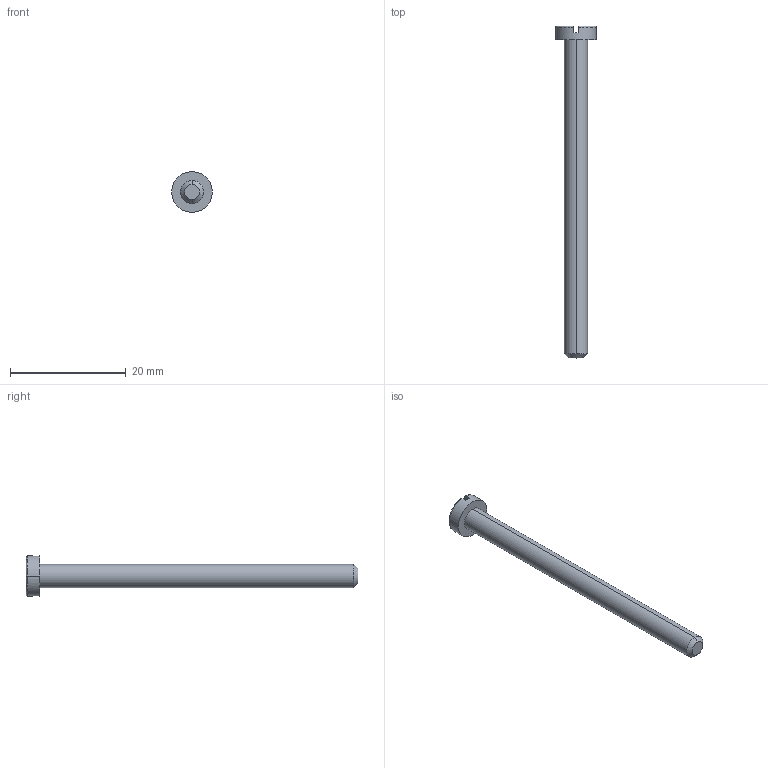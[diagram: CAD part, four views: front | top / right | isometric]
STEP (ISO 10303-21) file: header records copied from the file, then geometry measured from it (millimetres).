
FILE_DESCRIPTION (( 'STEP AP203' ), '1' );
FILE_NAME ('Vis CS- M 4x55_Défaut_sldprt.STEP', '2017-12-12T20:33:12', ( '' ), ( '' ), 'SwSTEP 2.0', 'SolidWorks 2016', '' );
FILE_SCHEMA (( 'CONFIG_CONTROL_DESIGN' ));
Length unit declared in the file: millimetre
Products named in the file (1): Vis CS- M 4x55_Défaut_sldprt
Bounding box: 7 x 57.4 x 7 mm (x, y, z)
Volume: 772.2 mm3; surface area: 827.2 mm2
Topology: 1 solids, 1 shells, 16 faces, 36 edges, 23 vertices
Faces by surface type: plane 7, cylinder 4, torus 3, cone 2
Entity records: 543 total; most frequent: CARTESIAN_POINT 96, DIRECTION 84, ORIENTED_EDGE 72, EDGE_CURVE 36, AXIS2_PLACEMENT_3D 35, VERTEX_POINT 23, CIRCLE 18, EDGE_LOOP 17
